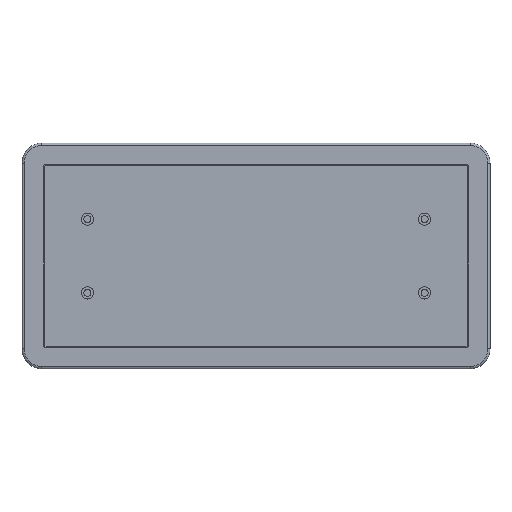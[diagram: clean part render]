
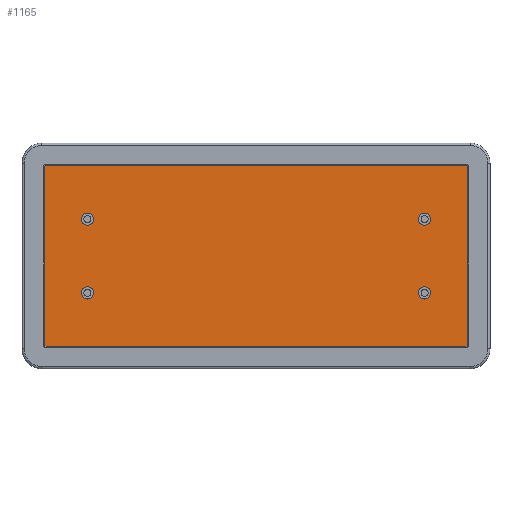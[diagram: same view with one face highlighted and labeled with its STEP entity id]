
A CAD part, top view. The second image highlights one B-rep face of the part: STEP entity #1165.
In plain terms, the highlighted planar face has unit normal (0, 0, 1).
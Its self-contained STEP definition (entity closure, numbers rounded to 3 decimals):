
#40=FACE_BOUND('',#211,.T.);
#41=FACE_BOUND('',#212,.T.);
#42=FACE_BOUND('',#213,.T.);
#43=FACE_BOUND('',#214,.T.);
#63=PLANE('',#1324);
#130=FACE_OUTER_BOUND('',#210,.T.);
#210=EDGE_LOOP('',(#984,#985,#986,#987,#988,#989,#990,#991,#992,#993));
#211=EDGE_LOOP('',(#994));
#212=EDGE_LOOP('',(#995));
#213=EDGE_LOOP('',(#996));
#214=EDGE_LOOP('',(#997));
#292=LINE('',#2013,#380);
#296=LINE('',#2022,#384);
#298=LINE('',#2028,#386);
#299=LINE('',#2029,#387);
#300=LINE('',#2031,#388);
#301=LINE('',#2035,#389);
#380=VECTOR('',#1650,10.);
#384=VECTOR('',#1660,10.);
#386=VECTOR('',#1668,10.);
#387=VECTOR('',#1669,10.);
#388=VECTOR('',#1670,10.);
#389=VECTOR('',#1673,10.);
#419=CIRCLE('',#1217,2.75);
#421=CIRCLE('',#1221,2.75);
#423=CIRCLE('',#1225,2.75);
#425=CIRCLE('',#1229,2.75);
#476=CIRCLE('',#1320,1.);
#477=CIRCLE('',#1323,1.);
#478=CIRCLE('',#1325,1.);
#479=CIRCLE('',#1326,1.);
#493=VERTEX_POINT('',#1774);
#495=VERTEX_POINT('',#1781);
#497=VERTEX_POINT('',#1788);
#499=VERTEX_POINT('',#1795);
#554=VERTEX_POINT('',#1957);
#559=VERTEX_POINT('',#1971);
#568=VERTEX_POINT('',#2010);
#569=VERTEX_POINT('',#2012);
#570=VERTEX_POINT('',#2016);
#571=VERTEX_POINT('',#2020);
#572=VERTEX_POINT('',#2024);
#573=VERTEX_POINT('',#2030);
#574=VERTEX_POINT('',#2032);
#575=VERTEX_POINT('',#2034);
#598=EDGE_CURVE('',#493,#493,#419,.T.);
#601=EDGE_CURVE('',#495,#495,#421,.T.);
#604=EDGE_CURVE('',#497,#497,#423,.T.);
#607=EDGE_CURVE('',#499,#499,#425,.T.);
#712=EDGE_CURVE('',#568,#569,#292,.T.);
#715=EDGE_CURVE('',#568,#570,#476,.T.);
#717=EDGE_CURVE('',#571,#570,#296,.T.);
#719=EDGE_CURVE('',#571,#572,#477,.T.);
#720=EDGE_CURVE('',#554,#572,#298,.T.);
#721=EDGE_CURVE('',#559,#554,#299,.T.);
#722=EDGE_CURVE('',#573,#559,#300,.T.);
#723=EDGE_CURVE('',#573,#574,#478,.T.);
#724=EDGE_CURVE('',#575,#574,#301,.T.);
#725=EDGE_CURVE('',#575,#569,#479,.T.);
#984=ORIENTED_EDGE('',*,*,#719,.T.);
#985=ORIENTED_EDGE('',*,*,#720,.F.);
#986=ORIENTED_EDGE('',*,*,#721,.F.);
#987=ORIENTED_EDGE('',*,*,#722,.F.);
#988=ORIENTED_EDGE('',*,*,#723,.T.);
#989=ORIENTED_EDGE('',*,*,#724,.F.);
#990=ORIENTED_EDGE('',*,*,#725,.T.);
#991=ORIENTED_EDGE('',*,*,#712,.F.);
#992=ORIENTED_EDGE('',*,*,#715,.T.);
#993=ORIENTED_EDGE('',*,*,#717,.F.);
#994=ORIENTED_EDGE('',*,*,#598,.T.);
#995=ORIENTED_EDGE('',*,*,#601,.T.);
#996=ORIENTED_EDGE('',*,*,#604,.T.);
#997=ORIENTED_EDGE('',*,*,#607,.T.);
#1165=ADVANCED_FACE('',(#130,#40,#41,#42,#43),#63,.F.);
#1217=AXIS2_PLACEMENT_3D('',#1776,#1393,#1394);
#1221=AXIS2_PLACEMENT_3D('',#1783,#1402,#1403);
#1225=AXIS2_PLACEMENT_3D('',#1790,#1411,#1412);
#1229=AXIS2_PLACEMENT_3D('',#1797,#1420,#1421);
#1320=AXIS2_PLACEMENT_3D('',#2018,#1655,#1656);
#1323=AXIS2_PLACEMENT_3D('',#2026,#1664,#1665);
#1324=AXIS2_PLACEMENT_3D('',#2027,#1666,#1667);
#1325=AXIS2_PLACEMENT_3D('',#2033,#1671,#1672);
#1326=AXIS2_PLACEMENT_3D('',#2036,#1674,#1675);
#1393=DIRECTION('center_axis',(0.,0.,-1.));
#1394=DIRECTION('ref_axis',(-1.,0.,0.));
#1402=DIRECTION('center_axis',(0.,0.,-1.));
#1403=DIRECTION('ref_axis',(-1.,0.,0.));
#1411=DIRECTION('center_axis',(0.,0.,-1.));
#1412=DIRECTION('ref_axis',(-1.,0.,0.));
#1420=DIRECTION('center_axis',(0.,0.,-1.));
#1421=DIRECTION('ref_axis',(-1.,0.,0.));
#1650=DIRECTION('',(-1.,0.,0.));
#1655=DIRECTION('center_axis',(0.,0.,1.));
#1656=DIRECTION('ref_axis',(0.707,-0.707,0.));
#1660=DIRECTION('',(0.,-1.,0.));
#1664=DIRECTION('center_axis',(0.,0.,1.));
#1665=DIRECTION('ref_axis',(0.707,0.707,0.));
#1666=DIRECTION('center_axis',(0.,0.,-1.));
#1667=DIRECTION('ref_axis',(1.,0.,0.));
#1668=DIRECTION('',(1.,0.,0.));
#1669=DIRECTION('',(1.,0.,0.));
#1670=DIRECTION('',(1.,0.,0.));
#1671=DIRECTION('center_axis',(0.,0.,1.));
#1672=DIRECTION('ref_axis',(-0.707,0.707,0.));
#1673=DIRECTION('',(0.,1.,0.));
#1674=DIRECTION('center_axis',(0.,0.,1.));
#1675=DIRECTION('ref_axis',(-0.707,-0.707,0.));
#1774=CARTESIAN_POINT('',(199.208,37.038,0.));
#1776=CARTESIAN_POINT('Origin',(196.458,37.038,0.));
#1781=CARTESIAN_POINT('',(46.808,70.376,0.));
#1783=CARTESIAN_POINT('Origin',(44.058,70.376,0.));
#1788=CARTESIAN_POINT('',(199.208,70.376,0.));
#1790=CARTESIAN_POINT('Origin',(196.458,70.376,0.));
#1795=CARTESIAN_POINT('',(46.808,37.038,0.));
#1797=CARTESIAN_POINT('Origin',(44.058,37.038,0.));
#1957=CARTESIAN_POINT('',(126.902,94.688,0.));
#1971=CARTESIAN_POINT('',(113.613,94.688,0.));
#2010=CARTESIAN_POINT('',(215.008,12.726,0.));
#2012=CARTESIAN_POINT('',(25.508,12.726,0.));
#2013=CARTESIAN_POINT('',(24.508,12.726,0.));
#2016=CARTESIAN_POINT('',(216.008,13.726,0.));
#2018=CARTESIAN_POINT('Origin',(215.008,13.726,0.));
#2020=CARTESIAN_POINT('',(216.008,93.688,0.));
#2022=CARTESIAN_POINT('',(216.008,12.726,0.));
#2024=CARTESIAN_POINT('',(215.008,94.688,0.));
#2026=CARTESIAN_POINT('Origin',(215.008,93.688,0.));
#2027=CARTESIAN_POINT('Origin',(120.258,53.707,0.));
#2028=CARTESIAN_POINT('',(216.008,94.688,0.));
#2029=CARTESIAN_POINT('',(216.008,94.688,0.));
#2030=CARTESIAN_POINT('',(25.508,94.688,0.));
#2031=CARTESIAN_POINT('',(216.008,94.688,0.));
#2032=CARTESIAN_POINT('',(24.508,93.688,0.));
#2033=CARTESIAN_POINT('Origin',(25.508,93.688,0.));
#2034=CARTESIAN_POINT('',(24.508,13.726,0.));
#2035=CARTESIAN_POINT('',(24.508,94.688,0.));
#2036=CARTESIAN_POINT('Origin',(25.508,13.726,0.));
